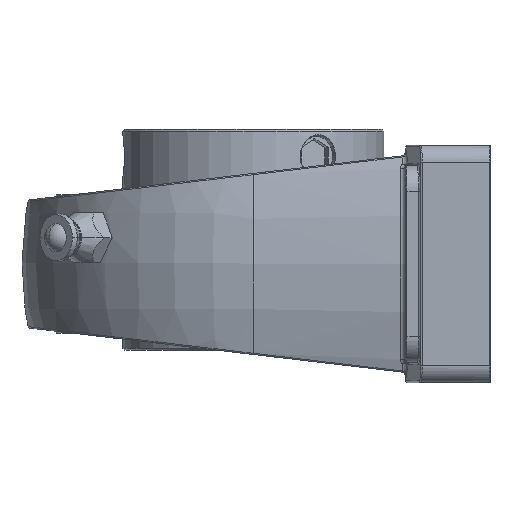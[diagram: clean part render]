
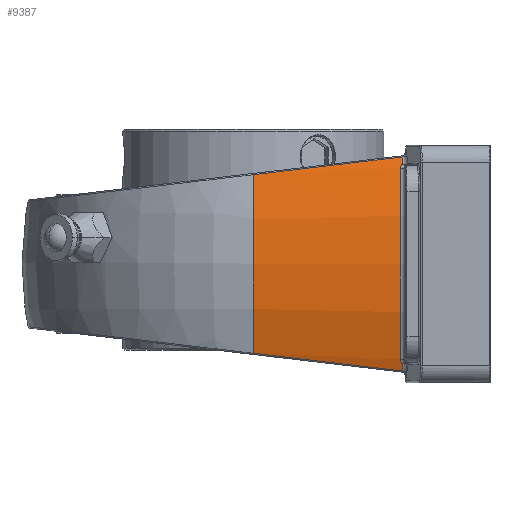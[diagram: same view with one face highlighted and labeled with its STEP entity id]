
A CAD part, left-side view. The second image highlights one B-rep face of the part: STEP entity #9387.
In plain terms, the highlighted cylindrical face has radius 96.8 mm (diameter 193.6 mm), a partial arc.
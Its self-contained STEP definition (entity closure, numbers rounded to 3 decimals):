
#3492 = CARTESIAN_POINT ( 'NONE',  ( -64.55, 69.8, -26.33 ) ) ;
#3696 = AXIS2_PLACEMENT_3D ( 'NONE', #3709, #3700, #3786 ) ;
#3699 = CARTESIAN_POINT ( 'NONE',  ( -63.59, 25.852, 29.516 ) ) ;
#3700 = DIRECTION ( 'NONE',  ( 0., 1., 0. ) ) ;
#3702 = CYLINDRICAL_SURFACE ( 'NONE', #3696, 96.8 ) ;
#3709 = CARTESIAN_POINT ( 'NONE',  ( 28.6, -45.406, 0. ) ) ;
#3710 = FACE_OUTER_BOUND ( 'NONE', #9090, .T. ) ;
#3786 = DIRECTION ( 'NONE',  ( 0., 0., 1. ) ) ;
#3926 = CARTESIAN_POINT ( 'NONE',  ( -64.042, 26.5, 28.065 ) ) ;
#4070 = CARTESIAN_POINT ( 'NONE',  ( -64.55, 69.8, 26.33 ) ) ;
#4142 = CARTESIAN_POINT ( 'NONE',  ( -64.042, 26.5, -28.065 ) ) ;
#4294 = CARTESIAN_POINT ( 'NONE',  ( -62.913, 25.9, -31.553 ) ) ;
#4529 = CARTESIAN_POINT ( 'NONE',  ( -62.913, 25.9, 31.553 ) ) ;
#4574 = CIRCLE ( 'NONE', #4575, 96.8 ) ;
#4575 = AXIS2_PLACEMENT_3D ( 'NONE', #4630, #4629, #4628 ) ;
#4577 = CARTESIAN_POINT ( 'NONE',  ( -62.913, 25.9, 31.553 ) ) ;
#4578 = CARTESIAN_POINT ( 'NONE',  ( -63.146, 25.884, 30.877 ) ) ;
#4579 = CARTESIAN_POINT ( 'NONE',  ( -63.372, 25.868, 30.198 ) ) ;
#4580 = CARTESIAN_POINT ( 'NONE',  ( -63.59, 25.852, 29.516 ) ) ;
#4582 =( BOUNDED_CURVE ( )  B_SPLINE_CURVE ( 3, ( #4580, #4579, #4578, #4577 ),
 .UNSPECIFIED., .F., .T. ) 
 B_SPLINE_CURVE_WITH_KNOTS ( ( 4, 4 ),
 ( 3.451, 3.474 ),
 .UNSPECIFIED. ) 
 CURVE ( )  GEOMETRIC_REPRESENTATION_ITEM ( )  RATIONAL_B_SPLINE_CURVE ( ( 1., 1., 1., 1. ) ) 
 REPRESENTATION_ITEM ( '' )  );
#4628 = DIRECTION ( 'NONE',  ( 0., 0., -1. ) ) ;
#4629 = DIRECTION ( 'NONE',  ( 0., -1., 0. ) ) ;
#4630 = CARTESIAN_POINT ( 'NONE',  ( 28.6, 69.8, 0. ) ) ;
#4760 = CARTESIAN_POINT ( 'NONE',  ( -63.59, 25.852, 29.516 ) ) ;
#4761 = CARTESIAN_POINT ( 'NONE',  ( -63.62, 25.956, 29.423 ) ) ;
#4762 = CARTESIAN_POINT ( 'NONE',  ( -63.653, 26.049, 29.319 ) ) ;
#4763 = CARTESIAN_POINT ( 'NONE',  ( -63.723, 26.209, 29.097 ) ) ;
#4764 = CARTESIAN_POINT ( 'NONE',  ( -63.76, 26.277, 28.979 ) ) ;
#4765 = CARTESIAN_POINT ( 'NONE',  ( -63.838, 26.387, 28.731 ) ) ;
#4766 = CARTESIAN_POINT ( 'NONE',  ( -63.879, 26.43, 28.6 ) ) ;
#4767 = CARTESIAN_POINT ( 'NONE',  ( -63.96, 26.486, 28.336 ) ) ;
#4768 = CARTESIAN_POINT ( 'NONE',  ( -64.001, 26.5, 28.202 ) ) ;
#4769 = CARTESIAN_POINT ( 'NONE',  ( -64.042, 26.5, 28.065 ) ) ;
#4774 = B_SPLINE_CURVE_WITH_KNOTS ( 'NONE', 3,
 ( #4769, #4768, #4767, #4766, #4765, #4764, #4763, #4762, #4761, #4760 ),
 .UNSPECIFIED., .F., .F.,
 ( 4, 2, 2, 2, 4 ),
 ( 0., 0., 0.001, 0.001, 0.002 ),
 .UNSPECIFIED. ) ;
#5389 =( BOUNDED_CURVE ( )  B_SPLINE_CURVE ( 3, ( #5426, #5425, #5424, #5423 ),
 .UNSPECIFIED., .F., .T. ) 
 B_SPLINE_CURVE_WITH_KNOTS ( ( 4, 4 ),
 ( 1.846, 1.903 ),
 .UNSPECIFIED. ) 
 CURVE ( )  GEOMETRIC_REPRESENTATION_ITEM ( )  RATIONAL_B_SPLINE_CURVE ( ( 1., 1., 1., 1. ) ) 
 REPRESENTATION_ITEM ( '' )  );
#5423 = CARTESIAN_POINT ( 'NONE',  ( -62.913, 25.9, -31.553 ) ) ;
#5424 = CARTESIAN_POINT ( 'NONE',  ( -63.508, 40.402, -29.828 ) ) ;
#5425 = CARTESIAN_POINT ( 'NONE',  ( -64.054, 55.039, -28.086 ) ) ;
#5426 = CARTESIAN_POINT ( 'NONE',  ( -64.55, 69.8, -26.33 ) ) ;
#5499 = DIRECTION ( 'NONE',  ( 0., 0., 1. ) ) ;
#5500 = DIRECTION ( 'NONE',  ( 0., 1., 0. ) ) ;
#5501 = AXIS2_PLACEMENT_3D ( 'NONE', #5517, #5500, #5499 ) ;
#5502 = CIRCLE ( 'NONE', #5501, 96.8 ) ;
#5505 = CARTESIAN_POINT ( 'NONE',  ( -64.042, 26.5, -28.065 ) ) ;
#5506 = CARTESIAN_POINT ( 'NONE',  ( -64.001, 26.5, -28.202 ) ) ;
#5507 = CARTESIAN_POINT ( 'NONE',  ( -63.96, 26.486, -28.336 ) ) ;
#5509 = CARTESIAN_POINT ( 'NONE',  ( -63.879, 26.43, -28.6 ) ) ;
#5510 = CARTESIAN_POINT ( 'NONE',  ( -63.838, 26.387, -28.731 ) ) ;
#5511 = CARTESIAN_POINT ( 'NONE',  ( -63.76, 26.277, -28.979 ) ) ;
#5512 = CARTESIAN_POINT ( 'NONE',  ( -63.723, 26.209, -29.097 ) ) ;
#5513 = CARTESIAN_POINT ( 'NONE',  ( -63.653, 26.049, -29.319 ) ) ;
#5514 = CARTESIAN_POINT ( 'NONE',  ( -63.62, 25.956, -29.423 ) ) ;
#5515 = CARTESIAN_POINT ( 'NONE',  ( -63.59, 25.852, -29.516 ) ) ;
#5517 = CARTESIAN_POINT ( 'NONE',  ( 28.6, 26.5, 0. ) ) ;
#5518 = CARTESIAN_POINT ( 'NONE',  ( -63.59, 25.852, -29.516 ) ) ;
#5519 = B_SPLINE_CURVE_WITH_KNOTS ( 'NONE', 3,
 ( #5515, #5514, #5513, #5512, #5511, #5510, #5509, #5507, #5506, #5505 ),
 .UNSPECIFIED., .F., .F.,
 ( 4, 2, 2, 2, 4 ),
 ( 0., 0., 0.001, 0.001, 0.002 ),
 .UNSPECIFIED. ) ;
#5522 = CARTESIAN_POINT ( 'NONE',  ( -63.59, 25.852, -29.516 ) ) ;
#5523 = CARTESIAN_POINT ( 'NONE',  ( -63.372, 25.868, -30.198 ) ) ;
#5524 = CARTESIAN_POINT ( 'NONE',  ( -63.146, 25.884, -30.877 ) ) ;
#5525 = CARTESIAN_POINT ( 'NONE',  ( -62.913, 25.9, -31.553 ) ) ;
#5528 =( BOUNDED_CURVE ( )  B_SPLINE_CURVE ( 3, ( #5525, #5524, #5523, #5522 ),
 .UNSPECIFIED., .F., .T. ) 
 B_SPLINE_CURVE_WITH_KNOTS ( ( 4, 4 ),
 ( 2.81, 2.832 ),
 .UNSPECIFIED. ) 
 CURVE ( )  GEOMETRIC_REPRESENTATION_ITEM ( )  RATIONAL_B_SPLINE_CURVE ( ( 1., 1., 1., 1. ) ) 
 REPRESENTATION_ITEM ( '' )  );
#5595 =( BOUNDED_CURVE ( )  B_SPLINE_CURVE ( 3, ( #5642, #5641, #5640, #5639 ),
 .UNSPECIFIED., .F., .T. ) 
 B_SPLINE_CURVE_WITH_KNOTS ( ( 4, 4 ),
 ( 4.38, 4.437 ),
 .UNSPECIFIED. ) 
 CURVE ( )  GEOMETRIC_REPRESENTATION_ITEM ( )  RATIONAL_B_SPLINE_CURVE ( ( 1., 1., 1., 1. ) ) 
 REPRESENTATION_ITEM ( '' )  );
#5639 = CARTESIAN_POINT ( 'NONE',  ( -64.55, 69.8, 26.33 ) ) ;
#5640 = CARTESIAN_POINT ( 'NONE',  ( -64.054, 55.039, 28.086 ) ) ;
#5641 = CARTESIAN_POINT ( 'NONE',  ( -63.508, 40.402, 29.828 ) ) ;
#5642 = CARTESIAN_POINT ( 'NONE',  ( -62.913, 25.9, 31.553 ) ) ;
#9090 = EDGE_LOOP ( 'NONE', ( #11728, #10988, #9868, #9542, #9800, #9676, #9673, #12825 ) ) ;
#9285 = VERTEX_POINT ( 'NONE', #3492 ) ;
#9387 = ADVANCED_FACE ( 'NONE', ( #3710 ), #3702, .T. ) ;
#9389 = VERTEX_POINT ( 'NONE', #3699 ) ;
#9444 = VERTEX_POINT ( 'NONE', #3926 ) ;
#9505 = VERTEX_POINT ( 'NONE', #4070 ) ;
#9539 = VERTEX_POINT ( 'NONE', #4142 ) ;
#9542 = ORIENTED_EDGE ( 'NONE', *, *, #9966, .T. ) ;
#9544 = VERTEX_POINT ( 'NONE', #4294 ) ;
#9589 = VERTEX_POINT ( 'NONE', #4529 ) ;
#9591 = EDGE_CURVE ( 'NONE', #9389, #9589, #4582, .T. ) ;
#9593 = EDGE_CURVE ( 'NONE', #9505, #9285, #4574, .T. ) ;
#9670 = EDGE_CURVE ( 'NONE', #9444, #9389, #4774, .T. ) ;
#9673 = ORIENTED_EDGE ( 'NONE', *, *, #12824, .T. ) ;
#9676 = ORIENTED_EDGE ( 'NONE', *, *, #9591, .T. ) ;
#9800 = ORIENTED_EDGE ( 'NONE', *, *, #9670, .T. ) ;
#9868 = ORIENTED_EDGE ( 'NONE', *, *, #9964, .T. ) ;
#9927 = EDGE_CURVE ( 'NONE', #9285, #9544, #5389, .T. ) ;
#9964 = EDGE_CURVE ( 'NONE', #11052, #9539, #5519, .T. ) ;
#9966 = EDGE_CURVE ( 'NONE', #9539, #9444, #5502, .T. ) ;
#10988 = ORIENTED_EDGE ( 'NONE', *, *, #11806, .T. ) ;
#11052 = VERTEX_POINT ( 'NONE', #5518 ) ;
#11728 = ORIENTED_EDGE ( 'NONE', *, *, #9927, .T. ) ;
#11806 = EDGE_CURVE ( 'NONE', #9544, #11052, #5528, .T. ) ;
#12824 = EDGE_CURVE ( 'NONE', #9589, #9505, #5595, .T. ) ;
#12825 = ORIENTED_EDGE ( 'NONE', *, *, #9593, .T. ) ;
